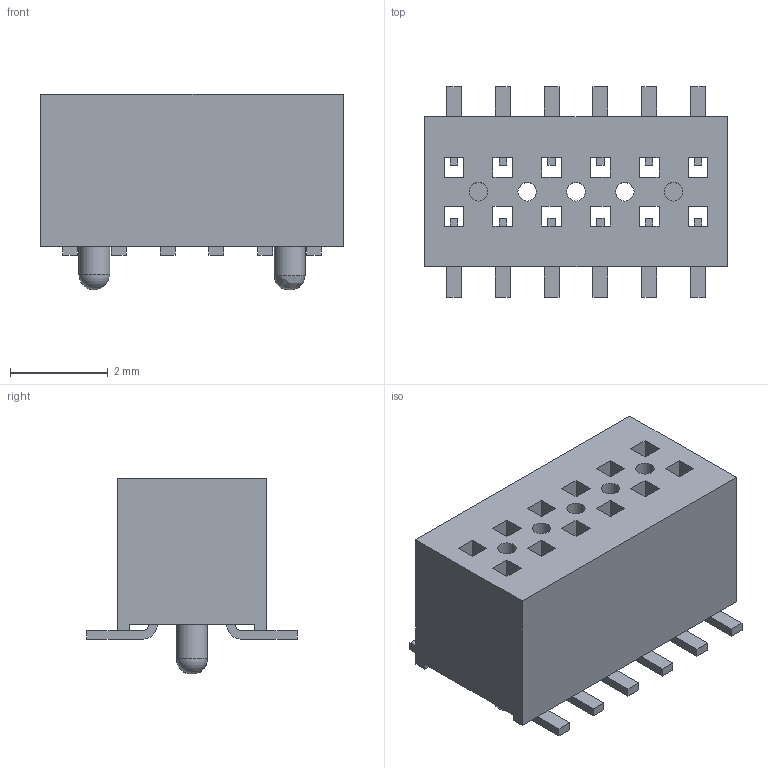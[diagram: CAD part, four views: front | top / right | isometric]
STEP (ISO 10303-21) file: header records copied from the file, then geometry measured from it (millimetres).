
FILE_DESCRIPTION(('FreeCAD Model'),'2;1');
FILE_NAME('MLE-06.step','2017-05-25T16:25:24',( 'kicad StepUp'),('ksu MCAD'),'Open CASCADE STEP processor 7.1', 'FreeCAD','Unknown');
FILE_SCHEMA(('AUTOMOTIVE_DESIGN_CC2 { 1 2 10303 214 -1 1 5 4 }'));
Length unit declared in the file: millimetre
Products named in the file (1): MLE-06
Bounding box: 6.2 x 4.32 x 4.01 mm (x, y, z)
Volume: 63.6 mm3; surface area: 281.5 mm2
Topology: 2 solids, 2 shells, 321 faces, 927 edges, 613 vertices
Faces by surface type: plane 283, cylinder 36, sphere 1, bspline 1
Full cylindrical faces by diameter (mm): 0.381 x5, 0.508 x5, 0.635 x2
Entity records: 12786 total; most frequent: CARTESIAN_POINT 1913, ORIENTED_EDGE 1852, DIRECTION 1638, EDGE_CURVE 926, LINE 828, VECTOR 828, VERTEX_POINT 613, AXIS2_PLACEMENT_3D 405
